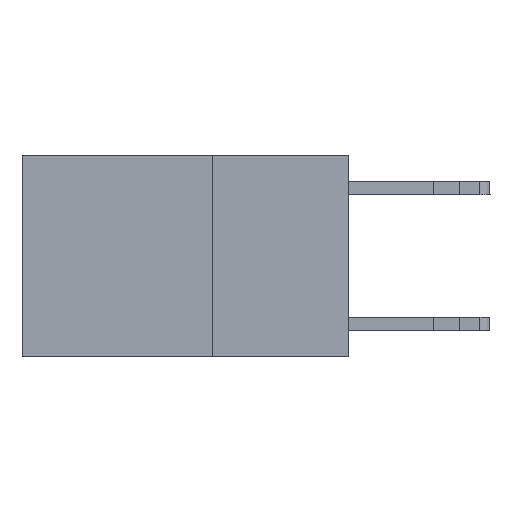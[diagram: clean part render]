
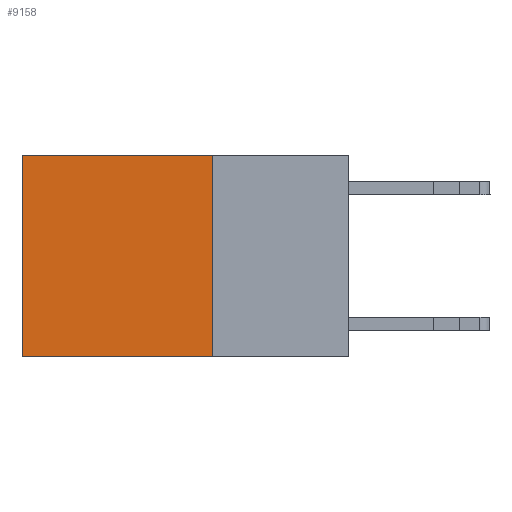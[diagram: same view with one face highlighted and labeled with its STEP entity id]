
A CAD part, left-side view. The second image highlights one B-rep face of the part: STEP entity #9158.
In plain terms, the highlighted planar face has unit normal (-1, 0, 0).
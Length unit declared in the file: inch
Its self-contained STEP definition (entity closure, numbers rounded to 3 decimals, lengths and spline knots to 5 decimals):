
#570 = ORIENTED_EDGE ( 'NONE', *, *, #984, .F. ) ;
#984 = EDGE_CURVE ( 'NONE', #3143, #1349, #5202, .T. ) ;
#1349 = VERTEX_POINT ( 'NONE', #13570 ) ;
#1492 = EDGE_CURVE ( 'NONE', #3143, #15538, #11175, .T. ) ;
#1631 = VECTOR ( 'NONE', #12504, 39.37008 ) ;
#1738 = VECTOR ( 'NONE', #9639, 39.37008 ) ;
#2265 = VECTOR ( 'NONE', #14690, 39.37008 ) ;
#2375 = ORIENTED_EDGE ( 'NONE', *, *, #10792, .T. ) ;
#3143 = VERTEX_POINT ( 'NONE', #13077 ) ;
#3205 = CARTESIAN_POINT ( 'NONE',  ( 0.2625, 0.25, 0. ) ) ;
#4291 = ORIENTED_EDGE ( 'NONE', *, *, #1492, .T. ) ;
#5202 = LINE ( 'NONE', #3205, #8416 ) ;
#5293 = LINE ( 'NONE', #6037, #1738 ) ;
#5707 = DIRECTION ( 'NONE',  ( 1., 0., 0. ) ) ;
#6037 = CARTESIAN_POINT ( 'NONE',  ( 0.2625, 0.6, 0. ) ) ;
#6423 = AXIS2_PLACEMENT_3D ( 'NONE', #10456, #5707, #14078 ) ;
#6563 = CARTESIAN_POINT ( 'NONE',  ( 0.2625, 0.25, 0. ) ) ;
#7931 = EDGE_LOOP ( 'NONE', ( #2375, #15086, #570, #4291 ) ) ;
#8416 = VECTOR ( 'NONE', #9981, 39.37008 ) ;
#8722 = CARTESIAN_POINT ( 'NONE',  ( 0.2625, 0.25, -0.37 ) ) ;
#8989 = LINE ( 'NONE', #8722, #2265 ) ;
#9158 = ADVANCED_FACE ( 'NONE', ( #9219 ), #12862, .F. ) ;
#9219 = FACE_OUTER_BOUND ( 'NONE', #7931, .T. ) ;
#9639 = DIRECTION ( 'NONE',  ( 0., 0., -1. ) ) ;
#9981 = DIRECTION ( 'NONE',  ( 0., 0., -1. ) ) ;
#10456 = CARTESIAN_POINT ( 'NONE',  ( 0.2625, 0.25, 0. ) ) ;
#10792 = EDGE_CURVE ( 'NONE', #15538, #13968, #5293, .T. ) ;
#11175 = LINE ( 'NONE', #6563, #1631 ) ;
#12062 = CARTESIAN_POINT ( 'NONE',  ( 0.2625, 0.6, -0.37 ) ) ;
#12504 = DIRECTION ( 'NONE',  ( 0., 1., 0. ) ) ;
#12764 = EDGE_CURVE ( 'NONE', #1349, #13968, #8989, .T. ) ;
#12862 = PLANE ( 'NONE',  #6423 ) ;
#13077 = CARTESIAN_POINT ( 'NONE',  ( 0.2625, 0.25, 0. ) ) ;
#13570 = CARTESIAN_POINT ( 'NONE',  ( 0.2625, 0.25, -0.37 ) ) ;
#13968 = VERTEX_POINT ( 'NONE', #12062 ) ;
#14078 = DIRECTION ( 'NONE',  ( 0., 0., -1. ) ) ;
#14690 = DIRECTION ( 'NONE',  ( 0., 1., 0. ) ) ;
#14825 = CARTESIAN_POINT ( 'NONE',  ( 0.2625, 0.6, 0. ) ) ;
#15086 = ORIENTED_EDGE ( 'NONE', *, *, #12764, .F. ) ;
#15538 = VERTEX_POINT ( 'NONE', #14825 ) ;
